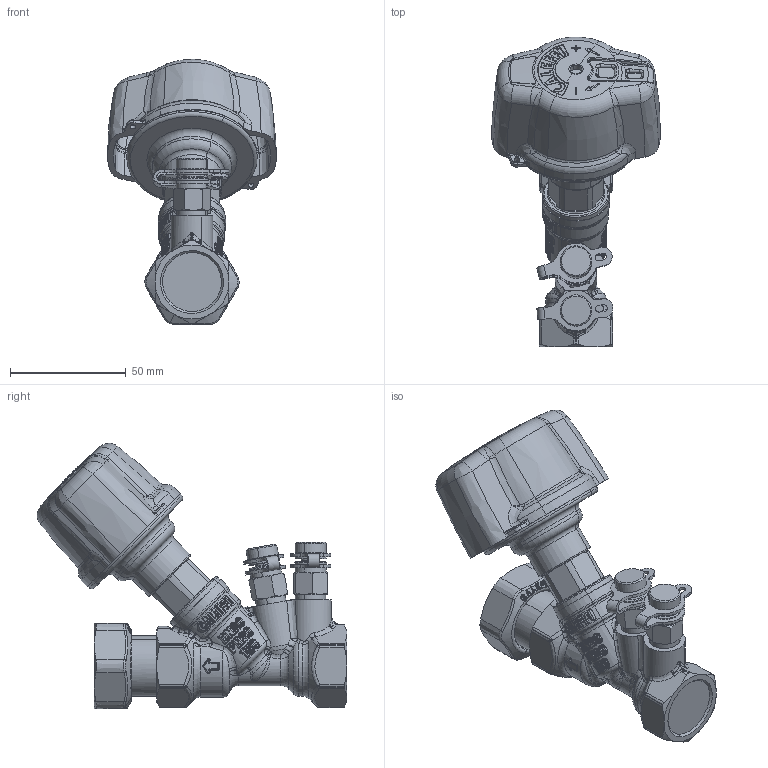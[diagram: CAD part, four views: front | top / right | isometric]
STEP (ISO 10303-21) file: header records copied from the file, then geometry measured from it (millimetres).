
FILE_DESCRIPTION(('CATIA V5 STEP Exchange','CAx-IF Rec.Pracs.--- Model Styling and Organization---1.4--- 2014-01-23','CAx-IF Rec.Pracs.---3D Tessellated Data Validation Properties---0.5---2014-09-14'),'2;1');
FILE_NAME('STEP_798005_-_TST.stp','2020-05-28T09:29:11+00:00',('none'),('none'),'CATIA Version 5-6 Release 2019 SP3','CATIA V5 STEP AP242 v1','none');
FILE_SCHEMA(('AP242_MANAGED_MODEL_BASED_3D_ENGINEERING_MIM_LF {1 0 10303 442 1 1 4}'));
Products named in the file (1): 798005 - TST
Bounding box: 72.79 x 133.61 x 114.5 mm (x, y, z)
Volume: 160753.7 mm3; surface area: 68567.6 mm2
Topology: 1 solids, 12 shells, 5535 faces, 13649 edges, 7881 vertices
Faces by surface type: bspline 2207, cylinder 1246, plane 907, torus 478, cone 335, sphere 327, revolution 25, extrusion 10
Entity records: 291762 total; most frequent: CARTESIAN_POINT 183363, ORIENTED_EDGE 26606, EDGE_CURVE 13303, DIRECTION 11577, VERTEX_POINT 7879, B_SPLINE_CURVE_WITH_KNOTS 6968, AXIS2_PLACEMENT_3D 6059, EDGE_LOOP 5664
